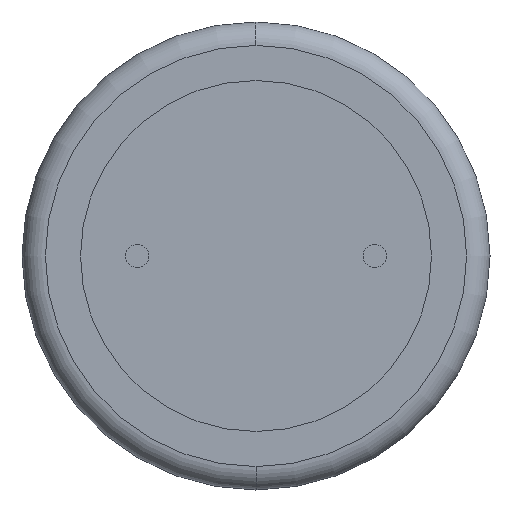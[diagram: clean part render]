
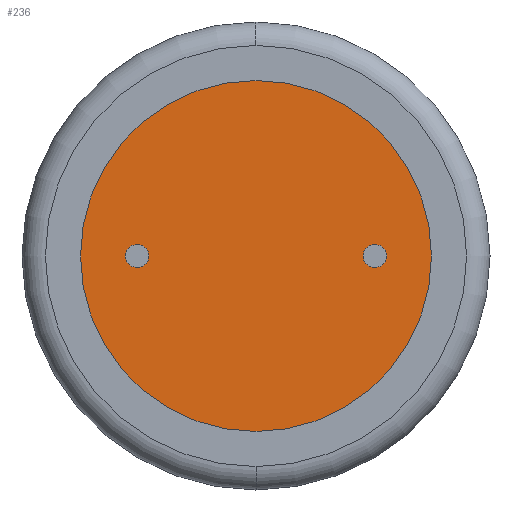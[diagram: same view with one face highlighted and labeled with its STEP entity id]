
A CAD part, front view. The second image highlights one B-rep face of the part: STEP entity #236.
In plain terms, the highlighted planar face has unit normal (0, -1, 0).
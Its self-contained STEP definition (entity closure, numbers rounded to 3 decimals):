
#52 = VERTEX_POINT ( 'NONE', #371 ) ;
#69 = VERTEX_POINT ( 'NONE', #476 ) ;
#70 = VERTEX_POINT ( 'NONE', #540 ) ;
#78 = EDGE_CURVE ( 'NONE', #156, #157, #545, .T. ) ;
#135 = EDGE_CURVE ( 'NONE', #69, #70, #611, .T. ) ;
#146 = EDGE_CURVE ( 'NONE', #147, #52, #626, .T. ) ;
#147 = VERTEX_POINT ( 'NONE', #617 ) ;
#156 = VERTEX_POINT ( 'NONE', #695 ) ;
#157 = VERTEX_POINT ( 'NONE', #694 ) ;
#225 = EDGE_CURVE ( 'NONE', #52, #147, #826, .T. ) ;
#236 = ADVANCED_FACE ( 'NONE', ( #870, #869, #868 ), #846, .T. ) ;
#237 = EDGE_LOOP ( 'NONE', ( #238, #240 ) ) ;
#238 = ORIENTED_EDGE ( 'NONE', *, *, #239, .F. ) ;
#239 = EDGE_CURVE ( 'NONE', #70, #69, #840, .T. ) ;
#240 = ORIENTED_EDGE ( 'NONE', *, *, #135, .F. ) ;
#241 = EDGE_LOOP ( 'NONE', ( #242, #274 ) ) ;
#242 = ORIENTED_EDGE ( 'NONE', *, *, #243, .F. ) ;
#243 = EDGE_CURVE ( 'NONE', #157, #156, #836, .T. ) ;
#274 = ORIENTED_EDGE ( 'NONE', *, *, #78, .F. ) ;
#275 = EDGE_LOOP ( 'NONE', ( #276, #277 ) ) ;
#276 = ORIENTED_EDGE ( 'NONE', *, *, #225, .T. ) ;
#277 = ORIENTED_EDGE ( 'NONE', *, *, #146, .T. ) ;
#371 = CARTESIAN_POINT ( 'NONE',  ( -5.08, 0.1, -7.5 ) ) ;
#450 = CARTESIAN_POINT ( 'NONE',  ( 0., 0.1, 0. ) ) ;
#476 = CARTESIAN_POINT ( 'NONE',  ( -10.16, 0.1, -0.5 ) ) ;
#540 = CARTESIAN_POINT ( 'NONE',  ( -10.16, 0.1, 0.5 ) ) ;
#542 = DIRECTION ( 'NONE',  ( 0., 0., -1. ) ) ;
#543 = DIRECTION ( 'NONE',  ( 0., -1., 0. ) ) ;
#544 = AXIS2_PLACEMENT_3D ( 'NONE', #450, #543, #542 ) ;
#545 = CIRCLE ( 'NONE', #544, 0.5 ) ;
#603 = DIRECTION ( 'NONE',  ( 0., 0., -1. ) ) ;
#604 = DIRECTION ( 'NONE',  ( 0., -1., 0. ) ) ;
#605 = CARTESIAN_POINT ( 'NONE',  ( -10.16, 0.1, 0. ) ) ;
#606 = AXIS2_PLACEMENT_3D ( 'NONE', #605, #604, #603 ) ;
#611 = CIRCLE ( 'NONE', #606, 0.5 ) ;
#617 = CARTESIAN_POINT ( 'NONE',  ( -5.08, 0.1, 7.5 ) ) ;
#618 = DIRECTION ( 'NONE',  ( 0., 0., -1. ) ) ;
#619 = DIRECTION ( 'NONE',  ( 0., -1., 0. ) ) ;
#620 = CARTESIAN_POINT ( 'NONE',  ( -5.08, 0.1, 0. ) ) ;
#621 = AXIS2_PLACEMENT_3D ( 'NONE', #620, #619, #618 ) ;
#626 = CIRCLE ( 'NONE', #621, 7.5 ) ;
#694 = CARTESIAN_POINT ( 'NONE',  ( 0., 0.1, 0.5 ) ) ;
#695 = CARTESIAN_POINT ( 'NONE',  ( 0., 0.1, -0.5 ) ) ;
#822 = DIRECTION ( 'NONE',  ( 0., 0., -1. ) ) ;
#823 = DIRECTION ( 'NONE',  ( 0., -1., 0. ) ) ;
#824 = CARTESIAN_POINT ( 'NONE',  ( -5.08, 0.1, 0. ) ) ;
#825 = AXIS2_PLACEMENT_3D ( 'NONE', #824, #823, #822 ) ;
#826 = CIRCLE ( 'NONE', #825, 7.5 ) ;
#832 = DIRECTION ( 'NONE',  ( 0., 0., -1. ) ) ;
#833 = DIRECTION ( 'NONE',  ( 0., -1., 0. ) ) ;
#834 = CARTESIAN_POINT ( 'NONE',  ( 0., 0.1, 0. ) ) ;
#835 = AXIS2_PLACEMENT_3D ( 'NONE', #834, #833, #832 ) ;
#836 = CIRCLE ( 'NONE', #835, 0.5 ) ;
#837 = DIRECTION ( 'NONE',  ( 0., 0., -1. ) ) ;
#838 = DIRECTION ( 'NONE',  ( 0., -1., 0. ) ) ;
#839 = AXIS2_PLACEMENT_3D ( 'NONE', #845, #838, #837 ) ;
#840 = CIRCLE ( 'NONE', #839, 0.5 ) ;
#841 = DIRECTION ( 'NONE',  ( 0., 0., -1. ) ) ;
#842 = DIRECTION ( 'NONE',  ( 0., -1., 0. ) ) ;
#843 = CARTESIAN_POINT ( 'NONE',  ( -5.08, 0.1, 0. ) ) ;
#844 = AXIS2_PLACEMENT_3D ( 'NONE', #843, #842, #841 ) ;
#845 = CARTESIAN_POINT ( 'NONE',  ( -10.16, 0.1, 0. ) ) ;
#846 = PLANE ( 'NONE',  #844 ) ;
#868 = FACE_OUTER_BOUND ( 'NONE', #275, .T. ) ;
#869 = FACE_BOUND ( 'NONE', #241, .T. ) ;
#870 = FACE_BOUND ( 'NONE', #237, .T. ) ;
